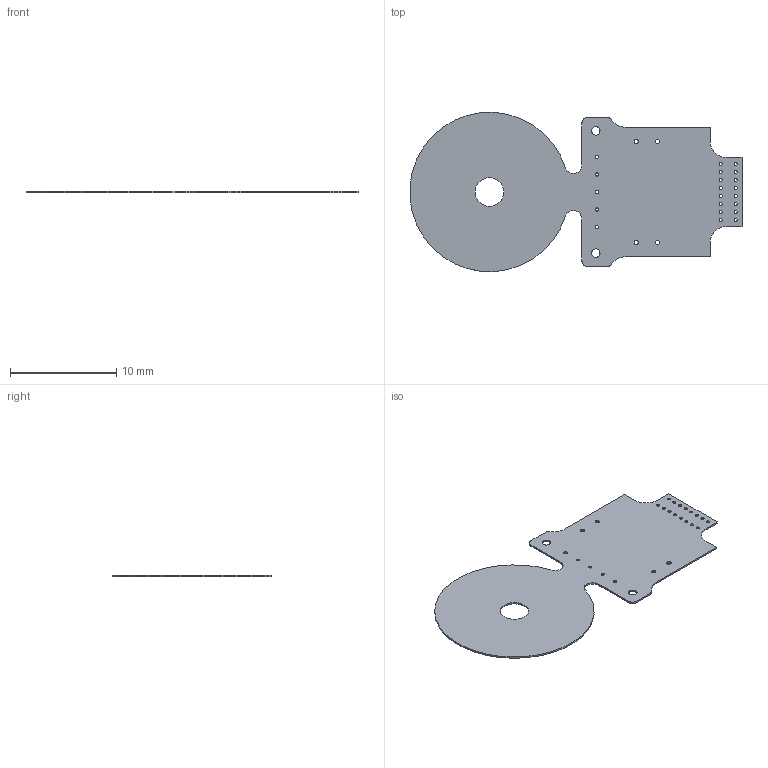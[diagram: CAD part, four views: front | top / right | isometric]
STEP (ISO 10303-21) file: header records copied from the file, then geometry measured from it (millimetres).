
FILE_DESCRIPTION(('FreeCAD Model'),'2;1');
FILE_NAME('Open CASCADE Shape Model','2021-09-23T18:10:44',('Author'),( ''),'Open CASCADE STEP processor 7.4','FreeCAD','Unknown');
FILE_SCHEMA(('AUTOMOTIVE_DESIGN { 1 0 10303 214 1 1 1 1 }'));
Length unit declared in the file: millimetre
Products named in the file (3): Flex_02; Board_Geoms_b474; Pcb_b474
Assembly tree (2 placements, depth 3):
  Flex_02
    Board_Geoms_b474
      Pcb_b474
Bounding box: 31.22 x 14.97 x 0.15 mm (x, y, z)
Volume: 51.9 mm3; surface area: 711.6 mm2
Topology: 1 solids, 1 shells, 52 faces, 150 edges, 100 vertices
Faces by surface type: cylinder 39, plane 13
Full cylindrical faces by diameter (mm): 0.3 x21, 0.4 x4, 0.8 x2, 2.7 x1
Entity records: 1922 total; most frequent: DIRECTION 338, CARTESIAN_POINT 305, ORIENTED_EDGE 300, EDGE_CURVE 150, AXIS2_PLACEMENT_3D 133, FACE_BOUND 108, EDGE_LOOP 108, VERTEX_POINT 100
